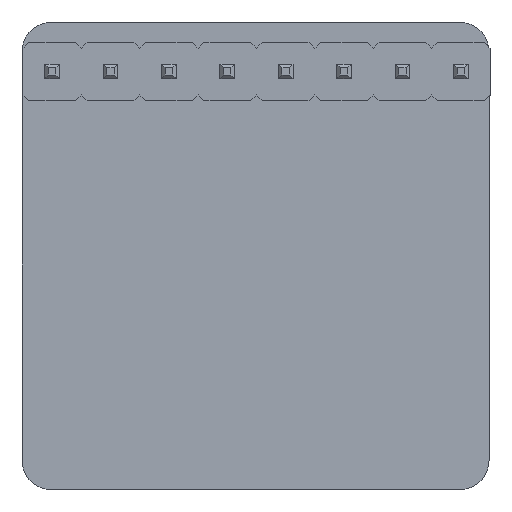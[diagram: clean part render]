
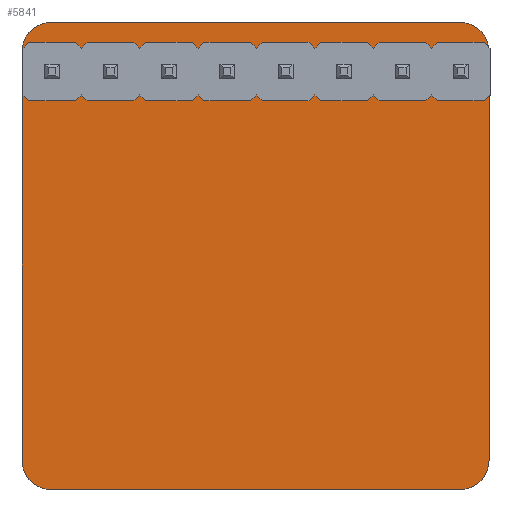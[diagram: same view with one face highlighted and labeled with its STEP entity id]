
A CAD part, top view. The second image highlights one B-rep face of the part: STEP entity #5841.
In plain terms, the highlighted planar face has unit normal (0, 0, 1).
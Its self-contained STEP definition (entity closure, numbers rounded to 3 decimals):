
#5585=CARTESIAN_POINT('',(-8.93,-6.747,0.127));
#5586=VERTEX_POINT('',#5585);
#5593=CARTESIAN_POINT('',(8.85,-6.747,0.127));
#5594=VERTEX_POINT('',#5593);
#5595=CARTESIAN_POINT('',(8.85,-6.747,0.127));
#5596=DIRECTION('',(-1.,0.,0.));
#5597=VECTOR('',#5596,17.78);
#5598=LINE('',#5595,#5597);
#5599=EDGE_CURVE('',#5594,#5586,#5598,.T.);
#5624=CARTESIAN_POINT('',(-10.2,-8.017,0.127));
#5625=VERTEX_POINT('',#5624);
#5632=CARTESIAN_POINT('',(-8.93,-8.017,0.127));
#5633=DIRECTION('',(0.,-0.,1.));
#5634=DIRECTION('',(0.,1.,0.));
#5635=AXIS2_PLACEMENT_3D('',#5632,#5633,#5634);
#5636=CIRCLE('',#5635,1.27);
#5637=EDGE_CURVE('',#5586,#5625,#5636,.T.);
#5656=CARTESIAN_POINT('',(-10.2,-25.797,0.127));
#5657=VERTEX_POINT('',#5656);
#5664=CARTESIAN_POINT('',(-10.2,-8.017,0.127));
#5665=DIRECTION('',(0.,-1.,0.));
#5666=VECTOR('',#5665,17.78);
#5667=LINE('',#5664,#5666);
#5668=EDGE_CURVE('',#5625,#5657,#5667,.T.);
#5688=CARTESIAN_POINT('',(-8.93,-27.067,0.127));
#5689=VERTEX_POINT('',#5688);
#5696=CARTESIAN_POINT('',(-8.93,-25.797,0.127));
#5697=DIRECTION('',(0.,0.,1.));
#5698=DIRECTION('',(-1.,-0.,0.));
#5699=AXIS2_PLACEMENT_3D('',#5696,#5697,#5698);
#5700=CIRCLE('',#5699,1.27);
#5701=EDGE_CURVE('',#5657,#5689,#5700,.T.);
#5720=CARTESIAN_POINT('',(8.85,-27.067,0.127));
#5721=VERTEX_POINT('',#5720);
#5728=CARTESIAN_POINT('',(-8.93,-27.067,0.127));
#5729=DIRECTION('',(1.,-0.,0.));
#5730=VECTOR('',#5729,17.78);
#5731=LINE('',#5728,#5730);
#5732=EDGE_CURVE('',#5689,#5721,#5731,.T.);
#5752=CARTESIAN_POINT('',(10.12,-25.797,0.127));
#5753=VERTEX_POINT('',#5752);
#5760=CARTESIAN_POINT('',(8.85,-25.797,0.127));
#5761=DIRECTION('',(0.,0.,1.));
#5762=DIRECTION('',(0.,-1.,0.));
#5763=AXIS2_PLACEMENT_3D('',#5760,#5761,#5762);
#5764=CIRCLE('',#5763,1.27);
#5765=EDGE_CURVE('',#5721,#5753,#5764,.T.);
#5784=CARTESIAN_POINT('',(10.12,-8.017,0.127));
#5785=VERTEX_POINT('',#5784);
#5792=CARTESIAN_POINT('',(10.12,-25.797,0.127));
#5793=DIRECTION('',(0.,1.,0.));
#5794=VECTOR('',#5793,17.78);
#5795=LINE('',#5792,#5794);
#5796=EDGE_CURVE('',#5753,#5785,#5795,.T.);
#5815=CARTESIAN_POINT('',(8.85,-8.017,0.127));
#5816=DIRECTION('',(0.,-0.,1.));
#5817=DIRECTION('',(1.,0.,0.));
#5818=AXIS2_PLACEMENT_3D('',#5815,#5816,#5817);
#5819=CIRCLE('',#5818,1.27);
#5820=EDGE_CURVE('',#5785,#5594,#5819,.T.);
#5826=CARTESIAN_POINT('',(-2.58,4.763,0.127));
#5827=DIRECTION('',(0.,0.,1.));
#5828=DIRECTION('',(-1.,0.,0.));
#5829=AXIS2_PLACEMENT_3D('',#5826,#5827,#5828);
#5830=PLANE('',#5829);
#5831=ORIENTED_EDGE('',*,*,#5599,.T.);
#5832=ORIENTED_EDGE('',*,*,#5637,.T.);
#5833=ORIENTED_EDGE('',*,*,#5668,.T.);
#5834=ORIENTED_EDGE('',*,*,#5701,.T.);
#5835=ORIENTED_EDGE('',*,*,#5732,.T.);
#5836=ORIENTED_EDGE('',*,*,#5765,.T.);
#5837=ORIENTED_EDGE('',*,*,#5796,.T.);
#5838=ORIENTED_EDGE('',*,*,#5820,.T.);
#5839=EDGE_LOOP('',(#5831,#5832,#5833,#5834,#5835,#5836,#5837,#5838));
#5840=FACE_BOUND('',#5839,.T.);
#5841=ADVANCED_FACE('',(#5840),#5830,.T.);
